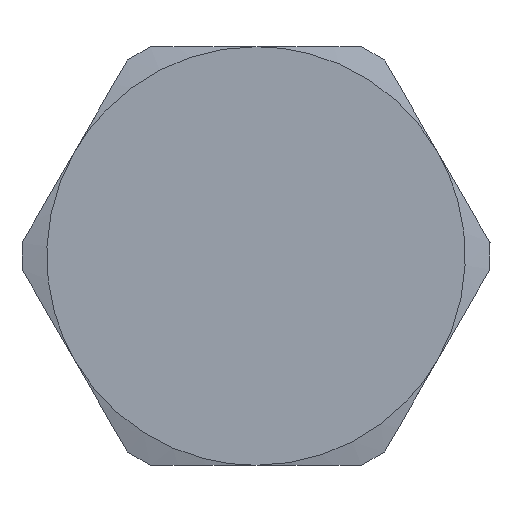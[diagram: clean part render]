
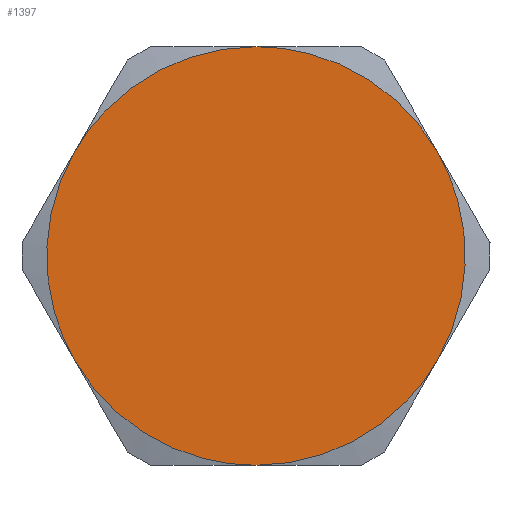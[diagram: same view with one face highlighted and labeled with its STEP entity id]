
A CAD part, front view. The second image highlights one B-rep face of the part: STEP entity #1397.
In plain terms, the highlighted free-form (B-spline) face has degree [1, 1] with [2, 2] control points.
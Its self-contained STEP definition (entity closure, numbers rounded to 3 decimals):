
#44 = CARTESIAN_POINT ( 'NONE',  ( -20.24, 0., 20.24 ) ) ;
#53 = CARTESIAN_POINT ( 'NONE',  ( 20.24, 0., -20.24 ) ) ;
#79 = CARTESIAN_POINT ( 'NONE',  ( 3.488, 0., 19.771 ) ) ;
#90 = B_SPLINE_CURVE_WITH_KNOTS ( 'NONE', 3,
 ( #825, #1207, #574, #1311, #537, #1251, #490, #1118, #639, #1451 ),
 .UNSPECIFIED., .F., .F.,
 ( 4, 2, 2, 2, 4 ),
 ( 0., 0.262, 0.524, 0.785, 1.047 ),
 .UNSPECIFIED. ) ;
#96 = VERTEX_POINT ( 'NONE', #1096 ) ;
#101 = B_SPLINE_SURFACE_WITH_KNOTS ( 'NONE', 1, 1, ( 
 ( #44, #171 ),
 ( #1062, #53 ) ),
 .UNSPECIFIED., .F., .F., .F.,
 ( 2, 2 ),
 ( 2, 2 ),
 ( 0., 1. ),
 ( 0., 1. ),
 .UNSPECIFIED. ) ;
#132 = VERTEX_POINT ( 'NONE', #858 ) ;
#151 = CARTESIAN_POINT ( 'NONE',  ( -17.321, 0., -10. ) ) ;
#171 = CARTESIAN_POINT ( 'NONE',  ( 20.24, 0., 20.24 ) ) ;
#188 = EDGE_CURVE ( 'NONE', #96, #366, #385, .T. ) ;
#202 = EDGE_CURVE ( 'NONE', #366, #680, #1099, .T. ) ;
#204 = CARTESIAN_POINT ( 'NONE',  ( 8.486, 0., -18.194 ) ) ;
#212 = CARTESIAN_POINT ( 'NONE',  ( -1.748, 0., 20. ) ) ;
#234 = CARTESIAN_POINT ( 'NONE',  ( -16.447, 0., 11.514 ) ) ;
#270 = ORIENTED_EDGE ( 'NONE', *, *, #188, .T. ) ;
#295 = CARTESIAN_POINT ( 'NONE',  ( -20., 0., -1.748 ) ) ;
#301 = CARTESIAN_POINT ( 'NONE',  ( -1.748, 0., -20. ) ) ;
#334 = CARTESIAN_POINT ( 'NONE',  ( 1.748, 0., -20. ) ) ;
#345 = CARTESIAN_POINT ( 'NONE',  ( 17.321, 0., -10. ) ) ;
#359 = CARTESIAN_POINT ( 'NONE',  ( 12.906, 0., 15.378 ) ) ;
#366 = VERTEX_POINT ( 'NONE', #1197 ) ;
#370 = ORIENTED_EDGE ( 'NONE', *, *, #1114, .T. ) ;
#385 = B_SPLINE_CURVE_WITH_KNOTS ( 'NONE', 3,
 ( #1491, #979, #1228, #359, #1246, #1621, #842, #79, #486, #963 ),
 .UNSPECIFIED., .F., .F.,
 ( 4, 2, 2, 2, 4 ),
 ( 0., 0.262, 0.524, 0.785, 1.047 ),
 .UNSPECIFIED. ) ;
#409 = CARTESIAN_POINT ( 'NONE',  ( -17.321, 0., 10. ) ) ;
#422 = CARTESIAN_POINT ( 'NONE',  ( -19.771, 0., 3.488 ) ) ;
#428 = CARTESIAN_POINT ( 'NONE',  ( -18.866, 0., 6.865 ) ) ;
#441 = CARTESIAN_POINT ( 'NONE',  ( -12.906, 0., -15.378 ) ) ;
#486 = CARTESIAN_POINT ( 'NONE',  ( 1.748, 0., 20. ) ) ;
#490 = CARTESIAN_POINT ( 'NONE',  ( 19.771, 0., 3.488 ) ) ;
#506 = FACE_OUTER_BOUND ( 'NONE', #717, .T. ) ;
#534 = CARTESIAN_POINT ( 'NONE',  ( -20., 0., 1.748 ) ) ;
#537 = CARTESIAN_POINT ( 'NONE',  ( 20., 0., -1.748 ) ) ;
#547 = EDGE_CURVE ( 'NONE', #1524, #132, #759, .T. ) ;
#557 = CARTESIAN_POINT ( 'NONE',  ( -17.321, 0., -10. ) ) ;
#574 = CARTESIAN_POINT ( 'NONE',  ( 18.866, 0., -6.865 ) ) ;
#639 = CARTESIAN_POINT ( 'NONE',  ( 18.194, 0., 8.486 ) ) ;
#651 = CARTESIAN_POINT ( 'NONE',  ( -12.906, 0., 15.378 ) ) ;
#680 = VERTEX_POINT ( 'NONE', #1342 ) ;
#713 = VERTEX_POINT ( 'NONE', #345 ) ;
#717 = EDGE_LOOP ( 'NONE', ( #899, #1244, #952, #370, #270, #1284 ) ) ;
#729 = CARTESIAN_POINT ( 'NONE',  ( 17.321, 0., -10. ) ) ;
#759 = B_SPLINE_CURVE_WITH_KNOTS ( 'NONE', 3,
 ( #151, #797, #791, #441, #1587, #1316, #1434, #814, #301, #1307 ),
 .UNSPECIFIED., .F., .F.,
 ( 4, 2, 2, 2, 4 ),
 ( 0., 0.262, 0.524, 0.785, 1.047 ),
 .UNSPECIFIED. ) ;
#791 = CARTESIAN_POINT ( 'NONE',  ( -15.378, 0., -12.906 ) ) ;
#797 = CARTESIAN_POINT ( 'NONE',  ( -16.447, 0., -11.514 ) ) ;
#814 = CARTESIAN_POINT ( 'NONE',  ( -3.488, 0., -19.771 ) ) ;
#818 = CARTESIAN_POINT ( 'NONE',  ( -18.194, 0., -8.486 ) ) ;
#825 = CARTESIAN_POINT ( 'NONE',  ( 17.321, 0., -10. ) ) ;
#842 = CARTESIAN_POINT ( 'NONE',  ( 6.865, 0., 18.866 ) ) ;
#843 = CARTESIAN_POINT ( 'NONE',  ( 12.906, 0., -15.378 ) ) ;
#858 = CARTESIAN_POINT ( 'NONE',  ( 0., 0., -20. ) ) ;
#890 = CARTESIAN_POINT ( 'NONE',  ( -8.486, 0., 18.194 ) ) ;
#899 = ORIENTED_EDGE ( 'NONE', *, *, #1309, .T. ) ;
#952 = ORIENTED_EDGE ( 'NONE', *, *, #1624, .T. ) ;
#963 = CARTESIAN_POINT ( 'NONE',  ( 0., 0., 20. ) ) ;
#970 = CARTESIAN_POINT ( 'NONE',  ( -6.865, 0., 18.866 ) ) ;
#976 = CARTESIAN_POINT ( 'NONE',  ( 16.447, 0., -11.514 ) ) ;
#979 = CARTESIAN_POINT ( 'NONE',  ( 16.447, 0., 11.514 ) ) ;
#1062 = CARTESIAN_POINT ( 'NONE',  ( -20.24, 0., -20.24 ) ) ;
#1087 = CARTESIAN_POINT ( 'NONE',  ( 11.514, 0., -16.447 ) ) ;
#1096 = CARTESIAN_POINT ( 'NONE',  ( 17.321, 0., 10. ) ) ;
#1099 = B_SPLINE_CURVE_WITH_KNOTS ( 'NONE', 3,
 ( #1222, #212, #1495, #970, #890, #1667, #651, #1519, #234, #1534 ),
 .UNSPECIFIED., .F., .F.,
 ( 4, 2, 2, 2, 4 ),
 ( 0., 0.262, 0.524, 0.785, 1.047 ),
 .UNSPECIFIED. ) ;
#1114 = EDGE_CURVE ( 'NONE', #713, #96, #90, .T. ) ;
#1118 = CARTESIAN_POINT ( 'NONE',  ( 18.866, 0., 6.865 ) ) ;
#1166 = CARTESIAN_POINT ( 'NONE',  ( -18.194, 0., 8.486 ) ) ;
#1197 = CARTESIAN_POINT ( 'NONE',  ( 0., 0., 20. ) ) ;
#1198 = CARTESIAN_POINT ( 'NONE',  ( -19.771, 0., -3.488 ) ) ;
#1207 = CARTESIAN_POINT ( 'NONE',  ( 18.194, 0., -8.486 ) ) ;
#1222 = CARTESIAN_POINT ( 'NONE',  ( 0., 0., 20. ) ) ;
#1223 = CARTESIAN_POINT ( 'NONE',  ( 15.378, 0., -12.906 ) ) ;
#1228 = CARTESIAN_POINT ( 'NONE',  ( 15.378, 0., 12.906 ) ) ;
#1234 = CARTESIAN_POINT ( 'NONE',  ( 3.488, 0., -19.771 ) ) ;
#1244 = ORIENTED_EDGE ( 'NONE', *, *, #547, .T. ) ;
#1246 = CARTESIAN_POINT ( 'NONE',  ( 11.514, 0., 16.447 ) ) ;
#1250 = B_SPLINE_CURVE_WITH_KNOTS ( 'NONE', 3,
 ( #409, #1166, #428, #422, #534, #295, #1198, #1326, #818, #557 ),
 .UNSPECIFIED., .F., .F.,
 ( 4, 2, 2, 2, 4 ),
 ( 0., 0.262, 0.524, 0.785, 1.047 ),
 .UNSPECIFIED. ) ;
#1251 = CARTESIAN_POINT ( 'NONE',  ( 20., 0., 1.748 ) ) ;
#1262 = CARTESIAN_POINT ( 'NONE',  ( -17.321, 0., -10. ) ) ;
#1284 = ORIENTED_EDGE ( 'NONE', *, *, #202, .T. ) ;
#1307 = CARTESIAN_POINT ( 'NONE',  ( 0., 0., -20. ) ) ;
#1309 = EDGE_CURVE ( 'NONE', #680, #1524, #1250, .T. ) ;
#1311 = CARTESIAN_POINT ( 'NONE',  ( 19.771, 0., -3.488 ) ) ;
#1316 = CARTESIAN_POINT ( 'NONE',  ( -8.486, 0., -18.194 ) ) ;
#1326 = CARTESIAN_POINT ( 'NONE',  ( -18.866, 0., -6.865 ) ) ;
#1342 = CARTESIAN_POINT ( 'NONE',  ( -17.321, 0., 10. ) ) ;
#1373 = CARTESIAN_POINT ( 'NONE',  ( 6.865, 0., -18.866 ) ) ;
#1397 = ADVANCED_FACE ( 'NONE', ( #506 ), #101, .T. ) ;
#1434 = CARTESIAN_POINT ( 'NONE',  ( -6.865, 0., -18.866 ) ) ;
#1451 = CARTESIAN_POINT ( 'NONE',  ( 17.321, 0., 10. ) ) ;
#1490 = B_SPLINE_CURVE_WITH_KNOTS ( 'NONE', 3,
 ( #1613, #334, #1234, #1373, #204, #1087, #843, #1223, #976, #729 ),
 .UNSPECIFIED., .F., .F.,
 ( 4, 2, 2, 2, 4 ),
 ( 0., 0.262, 0.524, 0.785, 1.047 ),
 .UNSPECIFIED. ) ;
#1491 = CARTESIAN_POINT ( 'NONE',  ( 17.321, 0., 10. ) ) ;
#1495 = CARTESIAN_POINT ( 'NONE',  ( -3.488, 0., 19.771 ) ) ;
#1519 = CARTESIAN_POINT ( 'NONE',  ( -15.378, 0., 12.906 ) ) ;
#1524 = VERTEX_POINT ( 'NONE', #1262 ) ;
#1534 = CARTESIAN_POINT ( 'NONE',  ( -17.321, 0., 10. ) ) ;
#1587 = CARTESIAN_POINT ( 'NONE',  ( -11.514, 0., -16.447 ) ) ;
#1613 = CARTESIAN_POINT ( 'NONE',  ( 0., 0., -20. ) ) ;
#1621 = CARTESIAN_POINT ( 'NONE',  ( 8.486, 0., 18.194 ) ) ;
#1624 = EDGE_CURVE ( 'NONE', #132, #713, #1490, .T. ) ;
#1667 = CARTESIAN_POINT ( 'NONE',  ( -11.514, 0., 16.447 ) ) ;
